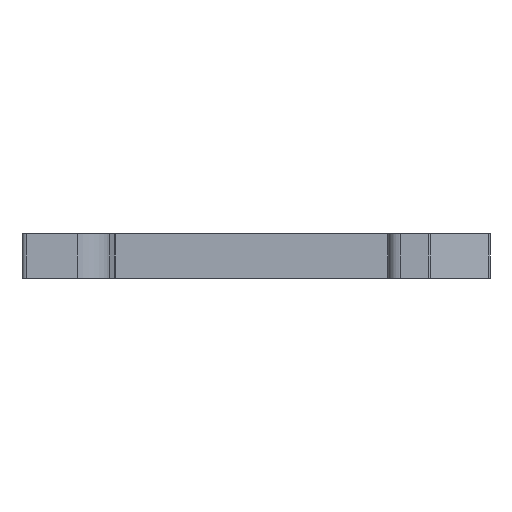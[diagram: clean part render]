
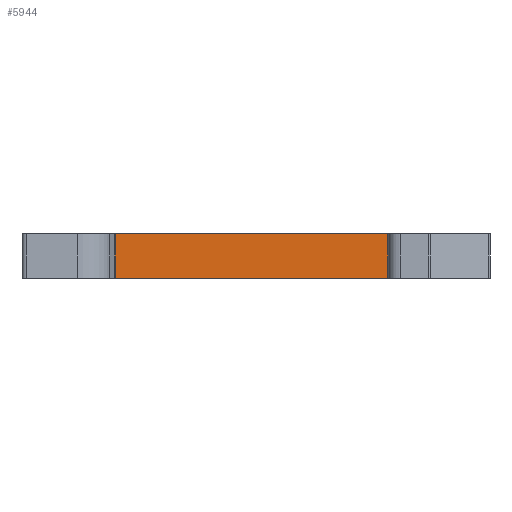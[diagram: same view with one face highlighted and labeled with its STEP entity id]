
A CAD part, front view. The second image highlights one B-rep face of the part: STEP entity #5944.
In plain terms, the highlighted planar face has unit normal (0, -1, 0).
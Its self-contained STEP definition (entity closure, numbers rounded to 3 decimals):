
#2094=DIRECTION('',(0.,0.,-1.));
#2095=VECTOR('',#2094,5.1);
#2096=CARTESIAN_POINT('',(-17.796,0.,0.));
#2097=LINE('',#2096,#2095);
#2098=DIRECTION('',(1.,0.,0.));
#2099=VECTOR('',#2098,35.346);
#2100=CARTESIAN_POINT('',(-17.796,0.,0.));
#2101=LINE('',#2100,#2099);
#2102=DIRECTION('',(1.,0.,0.));
#2103=VECTOR('',#2102,35.346);
#2104=CARTESIAN_POINT('',(-17.796,0.,-5.1));
#2105=LINE('',#2104,#2103);
#2110=DIRECTION('',(0.,0.,1.));
#2111=VECTOR('',#2110,5.1);
#2112=CARTESIAN_POINT('',(17.55,0.,-5.1));
#2113=LINE('',#2112,#2111);
#3252=CARTESIAN_POINT('',(17.55,0.,-5.1));
#3253=VERTEX_POINT('',#3252);
#3262=CARTESIAN_POINT('',(-17.796,0.,-5.1));
#3263=VERTEX_POINT('',#3262);
#3264=CARTESIAN_POINT('',(17.55,0.,0.));
#3265=VERTEX_POINT('',#3264);
#3310=CARTESIAN_POINT('',(-17.796,0.,0.));
#3311=VERTEX_POINT('',#3310);
#5932=CARTESIAN_POINT('',(-26.6,0.,0.));
#5933=DIRECTION('',(0.,-1.,0.));
#5934=DIRECTION('',(1.,0.,0.));
#5935=AXIS2_PLACEMENT_3D('',#5932,#5933,#5934);
#5936=PLANE('',#5935);
#5937=ORIENTED_EDGE('',*,*,#3391,.T.);
#5939=ORIENTED_EDGE('',*,*,#5938,.F.);
#5940=ORIENTED_EDGE('',*,*,#4388,.F.);
#5941=ORIENTED_EDGE('',*,*,#5926,.F.);
#5942=EDGE_LOOP('',(#5937,#5939,#5940,#5941));
#5943=FACE_OUTER_BOUND('',#5942,.F.);
#5944=ADVANCED_FACE('',(#5943),#5936,.T.);
#3391=EDGE_CURVE('',#3311,#3265,#2101,.T.);
#4388=EDGE_CURVE('',#3263,#3253,#2105,.T.);
#5926=EDGE_CURVE('',#3311,#3263,#2097,.T.);
#5938=EDGE_CURVE('',#3253,#3265,#2113,.T.);
